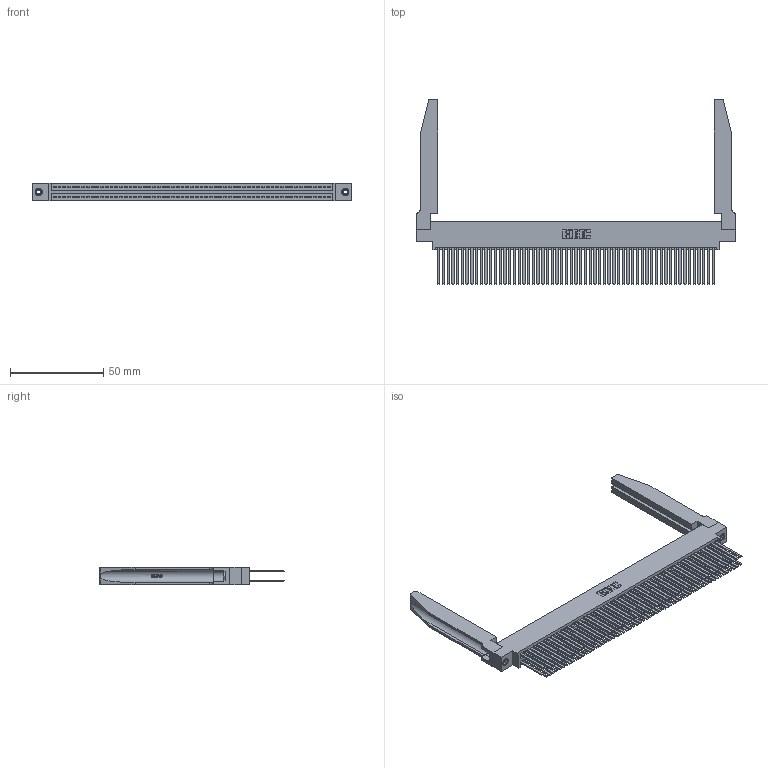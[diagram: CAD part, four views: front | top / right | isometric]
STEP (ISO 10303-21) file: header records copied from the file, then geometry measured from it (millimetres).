
FILE_DESCRIPTION (( 'STEP AP203' ), '1' );
FILE_NAME ('395-118-544-878.STEP', '2019-10-28T01:07:29', ( '' ), ( '' ), 'SwSTEP 2.0', 'SolidWorks 2016', '' );
FILE_SCHEMA (( 'CONFIG_CONTROL_DESIGN' ));
Length unit declared in the file: inch
Products named in the file (5): 345-220-078_345-220-078; 395-118-544-878; 345 Part_0.170 Offset - 0.156 Dia-TH; 345-292-001_345-293-144; 345-250-001_345-250-001-102
Assembly tree (123 placements, depth 2):
  395-118-544-878
    345 Part_0.170 Offset - 0.156 Dia-TH
    345-292-001_345-293-144  x118
    345-250-001_345-250-001-102  x2
    345-220-078_345-220-078  x2
Bounding box: 171.09 x 99.24 x 9.4 mm (x, y, z)
Volume: 26089.3 mm3; surface area: 39237.6 mm2
Topology: 123 solids, 123 shells, 5556 faces, 16419 edges, 10778 vertices
Faces by surface type: plane 3648, cylinder 1856, bspline 36, cone 12, torus 4
Entity records: 48692 total; most frequent: CARTESIAN_POINT 9063, ORIENTED_EDGE 7894, DIRECTION 6961, EDGE_CURVE 3947, VECTOR 3489, LINE 3489, VERTEX_POINT 2624, AXIS2_PLACEMENT_3D 1736
